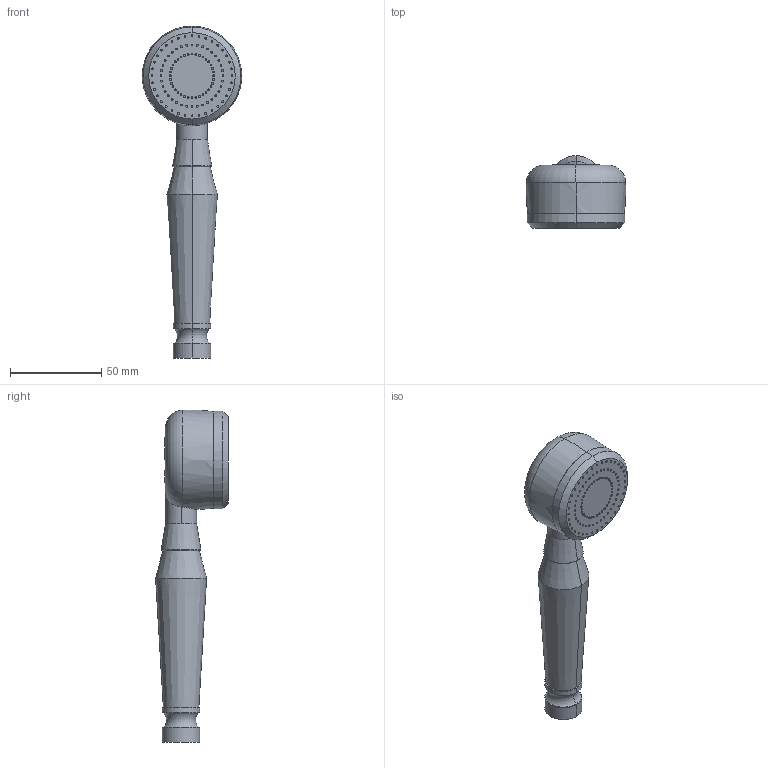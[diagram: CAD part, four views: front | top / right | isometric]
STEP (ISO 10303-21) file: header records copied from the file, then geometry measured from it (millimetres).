
FILE_DESCRIPTION((''),'2;1');
FILE_NAME('ZDOC009CR','2021-11-12T08:31:50',('ut3'),('PAFFONI SpA'),'CREO PARAMETRIC BY PTC INC, 2020044','CREO PARAMETRIC BY PTC INC, 2020044','');
FILE_SCHEMA(('CONFIG_CONTROL_DESIGN','SHAPE_APPEARANCE_LAYERS_GROUPS'));
Length unit declared in the file: millimetre
Products named in the file (1): ZDOC009CR
Bounding box: 54.78 x 40 x 182.39 mm (x, y, z)
Surface area: 20251.7 mm2 (no closed solid volume)
Topology: 0 solids, 1 shells, 236 faces, 672 edges, 452 vertices
Faces by surface type: cylinder 200, plane 18, cone 10, torus 4, bspline 2, sphere 2
Entity records: 9790 total; most frequent: DIRECTION 1586, CARTESIAN_POINT 1466, ORIENTED_EDGE 1146, AXIS2_PLACEMENT_3D 688, EDGE_CURVE 670, CIRCLE 454, VERTEX_POINT 452, EDGE_LOOP 349
